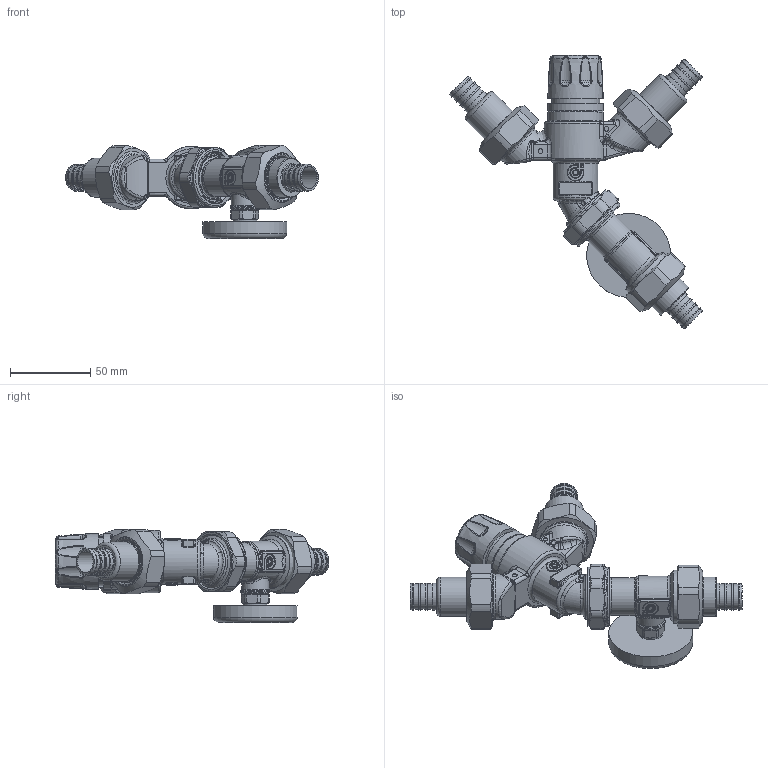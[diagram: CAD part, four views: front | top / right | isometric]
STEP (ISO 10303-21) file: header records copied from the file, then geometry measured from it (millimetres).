
FILE_DESCRIPTION(/* description */ (''),/* implementation_level */ '2;1');
FILE_NAME(/* name */ '520514AC.stp',/* time_stamp */ '2025-07-09T09:29:40-05:00',/* author */ ('ischreiner'),/* organization */ (''),/* preprocessor_version */ 'ST-DEVELOPER v20',/* originating_system */ 'Autodesk Inventor 2024',/* authorisation */ '');
FILE_SCHEMA (('AUTOMOTIVE_DESIGN { 1 0 10303 214 3 1 1 }'));
Products named in the file (7): 520514AC; New 520051A body; F0015061 PEX crimp 0.75 tailpiece for check; F0002077 PEX crimp 0.75 tailpiece; Neoperl OV20; NA10358_Simplify_1; F61008 - 1 inch union nut
Assembly tree (10 placements, depth 2):
  520514AC
    New 520051A body
    F0015061 PEX crimp 0.75 tailpiece for check  x2
    F0002077 PEX crimp 0.75 tailpiece
    Neoperl OV20  x2
    NA10358_Simplify_1
    F61008 - 1 inch union nut  x3
Bounding box: 157.6 x 170.67 x 57.97 mm (x, y, z)
Volume: 239118.9 mm3; surface area: 79306.8 mm2
Topology: 16 solids, 16 shells, 2100 faces, 5039 edges, 2932 vertices
Faces by surface type: plane 583, cylinder 543, bspline 500, torus 247, cone 115, sphere 112
Full cylindrical faces by diameter (mm): 3 x2, 5.24 x2, 9.017 x1, 11.176 x1, 11.227 x1, 12.6 x2, 12.954 x1, 13.462 x3, 13.6 x1, 15.24 x1, 15.875 x10, 16.55 x2, 16.942 x12, 17 x1, 18 x1, 19.55 x2, 19.6 x4, 20.066 x1, 20.091 x4, 20.574 x2, 20.6 x2, 22 x2, 23.5 x1, 24 x1, 24.384 x2, 24.435 x1, 25.908 x1, 26.416 x2, 26.924 x3, 27.7 x1
Entity records: 90570 total; most frequent: CARTESIAN_POINT 52734, ORIENTED_EDGE 7886, DIRECTION 7303, EDGE_CURVE 3943, AXIS2_PLACEMENT_3D 3051, VERTEX_POINT 2304, EDGE_LOOP 1819, FACE_OUTER_BOUND 1731
